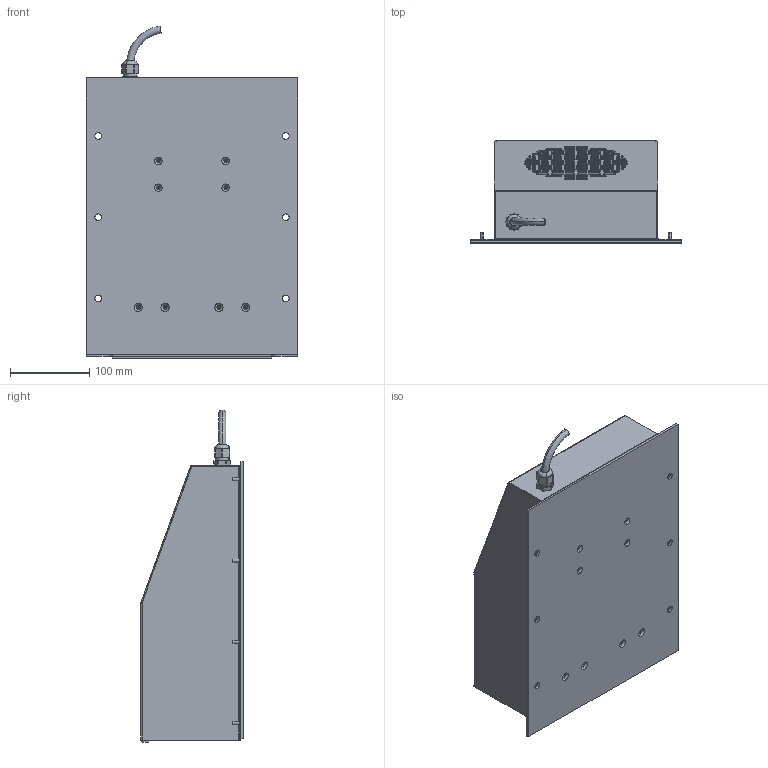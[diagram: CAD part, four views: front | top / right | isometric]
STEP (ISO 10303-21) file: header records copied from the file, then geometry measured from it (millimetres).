
FILE_DESCRIPTION (( 'STEP AP214' ), '1' );
FILE_NAME ('GH2000_AL.STEP', '2017-03-17T08:21:09', ( '' ), ( '' ), 'SwSTEP 2.0', 'SolidWorks 2015', '' );
FILE_SCHEMA (( 'AUTOMOTIVE_DESIGN' ));
Length unit declared in the file: millimetre
Products named in the file (19): 0125041_3; 0131018_ASM; Moosgummistreifen; GH2000_AL; INT40.0129_GH2-Bodenblech; INT40.0126_A3_KKGH; INT40.0285_A2_GH-Lüfterbef.Edelstahl; Kondensator_MK205J40RL; 0131052; SkintopM16x1,5; Kabelstück Durch.9mm; INT40.0287_A2_GH2-Deckel-1Ka; 0131214; 0131019; Smarty; INT40.0129_A0_GH2-Bodenblech; LüfterR2E190AO04A1; 0128282; MuM4_Mutter M4
Assembly tree (26 placements, depth 4):
  GH2000_AL
    INT40.0129_A0_GH2-Bodenblech
      INT40.0129_GH2-Bodenblech
      Moosgummistreifen
    INT40.0287_A2_GH2-Deckel-1Ka
    INT40.0126_A3_KKGH  x2
    INT40.0285_A2_GH-Lüfterbef.Edelstahl
    Kondensator_MK205J40RL
    LüfterR2E190AO04A1
      0125041_3
      0131018_ASM
        0128282
        0131019
        0131052
        0131214  x7
    Smarty
    MuM4_Mutter M4  x2
    SkintopM16x1,5
    Kabelstück Durch.9mm
Bounding box: 267 x 129.5 x 419.52 mm (x, y, z)
Volume: 2383522.6 mm3; surface area: 1219049 mm2
Topology: 23 solids, 23 shells, 1347 faces, 3619 edges, 2330 vertices
Faces by surface type: plane 585, cylinder 520, cone 121, bspline 115, torus 6
Entity records: 44568 total; most frequent: CARTESIAN_POINT 14217, DIRECTION 5700, ORIENTED_EDGE 5618, EDGE_CURVE 2809, AXIS2_PLACEMENT_3D 2084, VERTEX_POINT 1805, LINE 1532, VECTOR 1532
